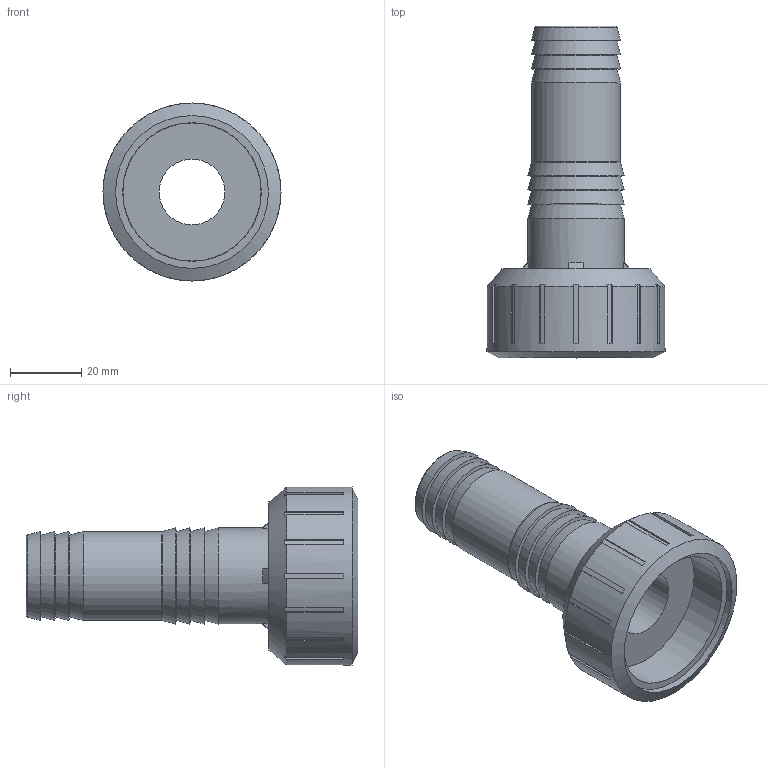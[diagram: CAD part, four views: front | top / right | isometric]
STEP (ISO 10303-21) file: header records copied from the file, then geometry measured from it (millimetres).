
FILE_DESCRIPTION(/* description */ (''),/* implementation_level */ '2;1');
FILE_NAME(/* name */ 'ADV114025027.iam.stp',/* time_stamp */ '2013-10-01T14:58:18+02:00',/* author */ ('bfaro'),/* organization */ (''),/* preprocessor_version */ 'ST-DEVELOPER v15.2',/* originating_system */ 'Autodesk Inventor 2014',/* authorisation */ '');
FILE_SCHEMA (('AUTOMOTIVE_DESIGN { 1 0 10303 214 3 1 1 }'));
Length unit declared in the file: millimetre
Products named in the file (3): 101633_1; 101726; ADV114025027
Bounding box: 50 x 93.2 x 50 mm (x, y, z)
Volume: 41600.2 mm3; surface area: 22070 mm2
Topology: 2 solids, 2 shells, 116 faces, 312 edges, 202 vertices
Faces by surface type: plane 62, cylinder 28, cone 20, torus 6
Full cylindrical faces by diameter (mm): 18.5 x1, 25 x1, 27 x1, 36.1 x1, 38.8 x1, 38.952 x1, 42.9 x1, 50 x1
Entity records: 3564 total; most frequent: CARTESIAN_POINT 753, DIRECTION 590, ORIENTED_EDGE 564, EDGE_CURVE 282, AXIS2_PLACEMENT_3D 235, VERTEX_POINT 198, EDGE_LOOP 148, LINE 120
